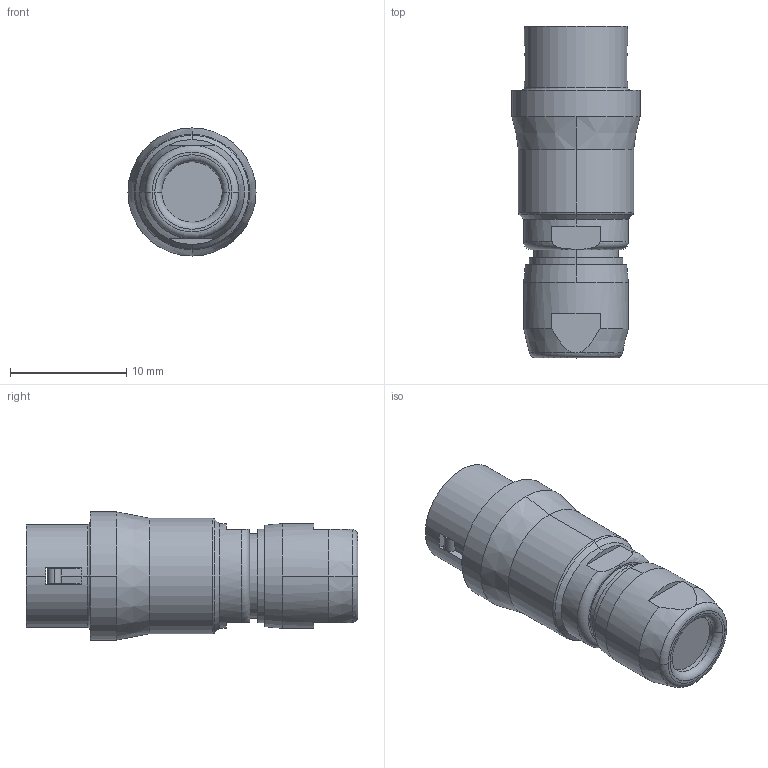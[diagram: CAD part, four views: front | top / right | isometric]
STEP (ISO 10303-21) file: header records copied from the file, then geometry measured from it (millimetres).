
FILE_DESCRIPTION(('CoCreate Modeling STEP Export'),'2;1');
FILE_NAME('HR10-7J-6P.stp','2012-04-10T11:39:02',(''),(''),'CoCreate Modeling STEP processor for AP214 (Solid Model)','CoCreate Modeling 17.0 01-Apr-2010 (C) Parametric Technology GmbH','');
FILE_SCHEMA(('AUTOMOTIVE_DESIGN { 1 0 10303 214 1 1 1 1 }'));
Length unit declared in the file: millimetre
Products named in the file (1): HR10-7J-6P
Bounding box: 11 x 28.5 x 11 mm (x, y, z)
Volume: 1667.6 mm3; surface area: 1259.8 mm2
Topology: 1 solids, 1 shells, 157 faces, 441 edges, 282 vertices
Faces by surface type: cylinder 65, plane 53, cone 20, torus 17, bspline 2
Entity records: 6292 total; most frequent: CARTESIAN_POINT 2744, ORIENTED_EDGE 882, DIRECTION 581, EDGE_CURVE 441, VERTEX_POINT 282, AXIS2_PLACEMENT_3D 203, VECTOR 175, LINE 173
